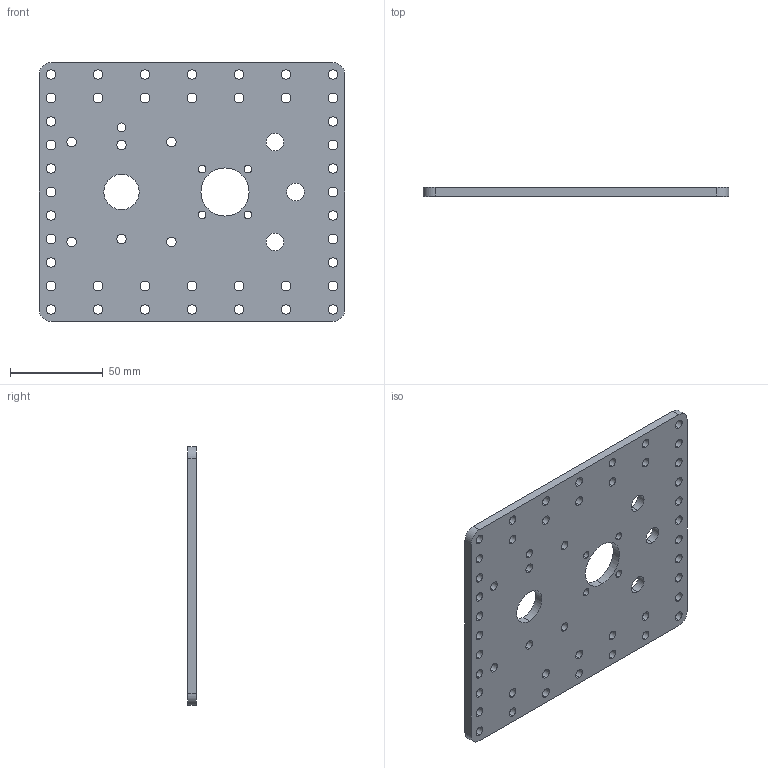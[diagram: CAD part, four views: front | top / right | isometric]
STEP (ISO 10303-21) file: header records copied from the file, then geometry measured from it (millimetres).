
FILE_DESCRIPTION (( 'STEP AP214' ), '1' );
FILE_NAME ('am-3012 S&S Motor Plate.STEP', '2014-12-18T23:10:50', ( '' ), ( '' ), 'SwSTEP 2.0', 'SolidWorks 2014', '' );
FILE_SCHEMA (( 'AUTOMOTIVE_DESIGN' ));
Length unit declared in the file: inch
Products named in the file (1): am-3012 S&S Motor Plate
Bounding box: 165.1 x 4.76 x 139.7 mm (x, y, z)
Volume: 99728.2 mm3; surface area: 49825.3 mm2
Topology: 1 solids, 1 shells, 126 faces, 372 edges, 248 vertices
Faces by surface type: cylinder 120, plane 6
Entity records: 4628 total; most frequent: DIRECTION 866, CARTESIAN_POINT 747, ORIENTED_EDGE 744, EDGE_CURVE 372, AXIS2_PLACEMENT_3D 367, VERTEX_POINT 248, EDGE_LOOP 242, CIRCLE 240
